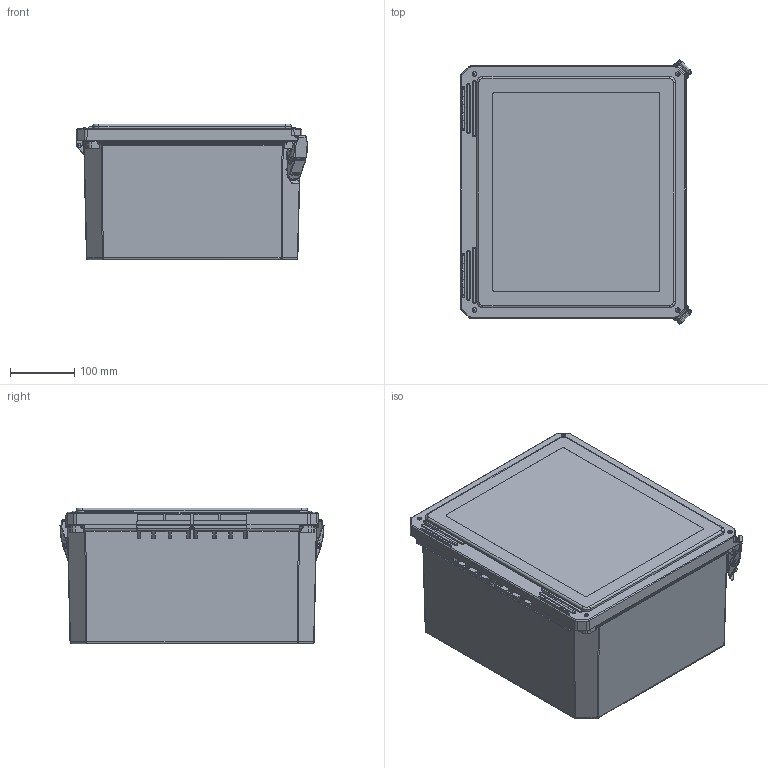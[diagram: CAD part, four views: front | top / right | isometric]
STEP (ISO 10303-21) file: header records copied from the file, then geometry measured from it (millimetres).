
FILE_DESCRIPTION(/* description */ (''),/* implementation_level */ '2;1');
FILE_NAME(/* name */ 'HW-141208CHQRW.stp',/* time_stamp */ '2016-08-25T14:23:46-05:00',/* author */ ('pmescher'),/* organization */ (''),/* preprocessor_version */ 'ST-DEVELOPER v16.5',/* originating_system */ 'Autodesk Inventor 2017',/* authorisation */ '');
FILE_SCHEMA (('AUTOMOTIVE_DESIGN { 1 0 10303 214 3 1 1 }'));
Products named in the file (16): HW-141208CHQRW; DS141208BOX; BRASS INSERT-(; BRASS INSERT-(_1; BRASS INSERT-(_2; DSW141206CVR; GA141206; BRASS INSERT-(_3; DS COVER  BUSH; DS141208A; LATCH -1 Assembly; AT40005; Part1; Part2; LATCH HINGE; RMHINGAT40006-04
Assembly tree (32 placements, depth 3):
  HW-141208CHQRW
    DS141208BOX
    BRASS INSERT-(  x4
    BRASS INSERT-(_1  x4
    BRASS INSERT-(_2  x4
    DSW141206CVR
    GA141206
    BRASS INSERT-(_3  x4
    DS COVER  BUSH  x4
    DS141208A
    LATCH -1 Assembly  x2
      AT40005
      Part1
      Part2
      LATCH HINGE
    RMHINGAT40006-04  x2
Bounding box: 361.27 x 411.51 x 211.87 mm (x, y, z)
Volume: 2602838 mm3; surface area: 1219966.2 mm2
Topology: 34 solids, 34 shells, 2323 faces, 5833 edges, 3506 vertices
Faces by surface type: cylinder 920, plane 835, bspline 340, torus 141, cone 48, sphere 39
Full cylindrical faces by diameter (mm): 3.429 x20, 3.48 x4, 3.81 x4, 3.861 x8, 3.962 x16, 5.3 x4, 5.563 x2, 5.766 x2, 6.248 x16, 6.401 x4, 6.426 x4, 7.62 x4, 7.937 x1, 7.938 x1, 9.525 x2, 11.049 x2
Entity records: 80550 total; most frequent: CARTESIAN_POINT 30881, DIRECTION 10554, ORIENTED_EDGE 10134, EDGE_CURVE 5067, AXIS2_PLACEMENT_3D 4022, VERTEX_POINT 3097, LINE 2510, VECTOR 2510
